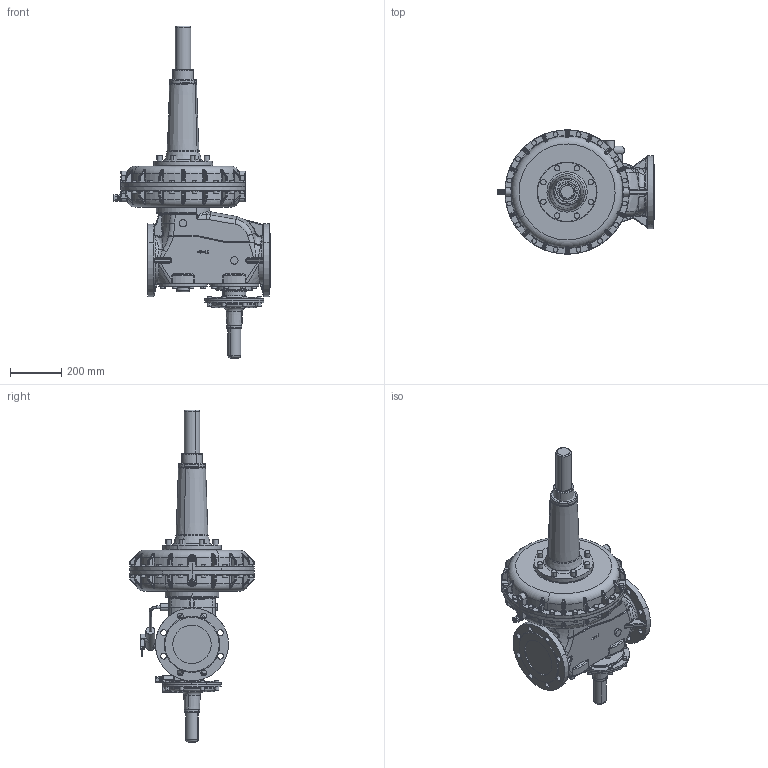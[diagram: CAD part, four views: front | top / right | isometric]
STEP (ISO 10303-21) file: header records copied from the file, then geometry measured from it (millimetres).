
FILE_DESCRIPTION(('CATIA V5 STEP Exchange'),'2;1');
FILE_NAME('RS 254 DN 150-485-HDS.stp','2016-11-29T11:57:11+00:00',('none'),('none'),'CATIA Version 5 Release 19 SP 9 (IN-10)','CATIA V5 STEP AP203','none');
FILE_SCHEMA(('CONFIG_CONTROL_DESIGN'));
Products named in the file (1): Product1
Assembly tree (2 placements, depth 2):
  Product1
    #58
    #125967
Bounding box: 610.3 x 485 x 1296 mm (x, y, z)
Volume: 56588577.6 mm3; surface area: 1689670.8 mm2
Topology: 2 solids, 34 shells, 2568 faces, 6208 edges, 3621 vertices
Faces by surface type: cylinder 962, bspline 545, torus 451, plane 412, cone 128, revolution 52, sphere 14, extrusion 4
Entity records: 126859 total; most frequent: CARTESIAN_POINT 76310, ORIENTED_EDGE 12026, DIRECTION 7035, EDGE_CURVE 6013, AXIS2_PLACEMENT_3D 3855, VERTEX_POINT 3621, EDGE_LOOP 2720, ADVANCED_FACE 2568
